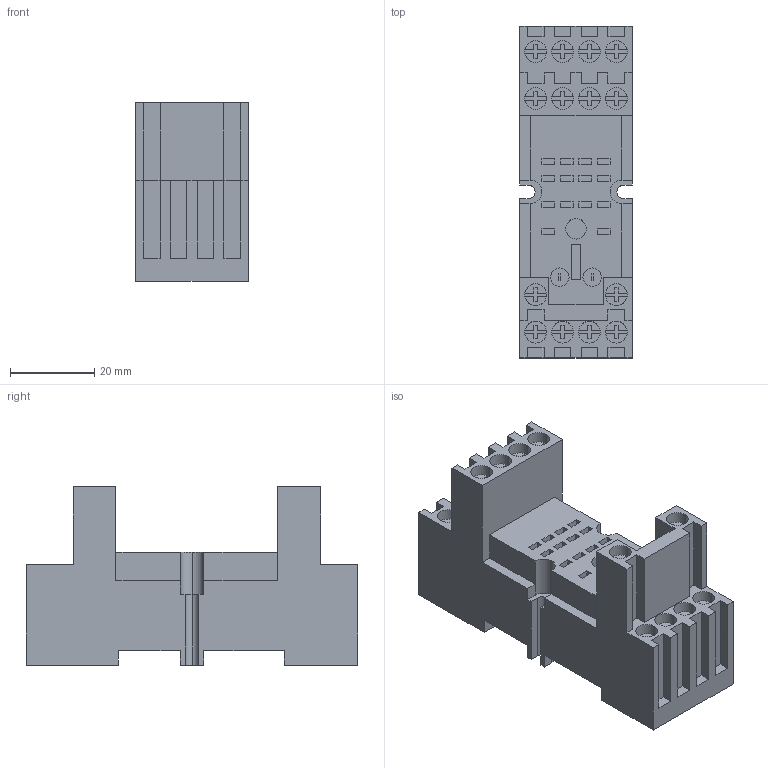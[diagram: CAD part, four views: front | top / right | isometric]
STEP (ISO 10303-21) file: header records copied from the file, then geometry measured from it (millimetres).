
FILE_DESCRIPTION(('STEP AP242'),'1');
FILE_NAME('rxze2m114m.stp','2019-09-23T01:39:34',('TraceParts'),('TraceParts S.A.'),'Spatial InterOp 3D',' ',' ');
FILE_SCHEMA(('AP242_MANAGED_MODEL_BASED_3D_ENGINEERING_MIM_LF {1 0 10303 442 1 1 4}'));
Length unit declared in the file: millimetre
Products named in the file (1): rxze2m114m
Bounding box: 26.9 x 79 x 42.5 mm (x, y, z)
Volume: 53233.9 mm3; surface area: 15574.5 mm2
Topology: 1 solids, 1 shells, 418 faces, 1142 edges, 760 vertices
Faces by surface type: plane 374, cylinder 44
Entity records: 16447 total; most frequent: CARTESIAN_POINT 2321, ORIENTED_EDGE 2284, DIRECTION 2124, EDGE_CURVE 1142, LINE 998, VECTOR 998, VERTEX_POINT 760, AXIS2_PLACEMENT_3D 563
